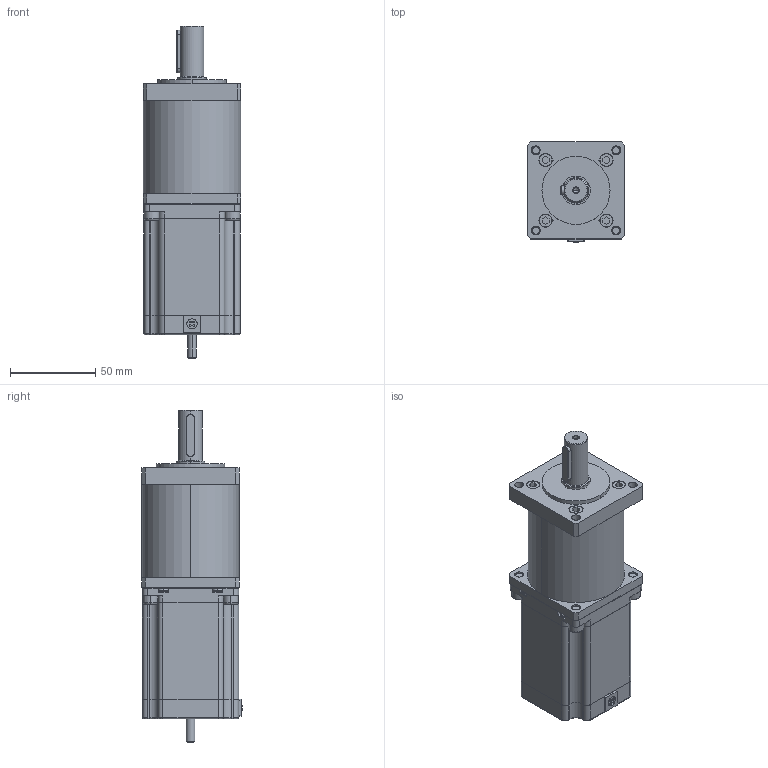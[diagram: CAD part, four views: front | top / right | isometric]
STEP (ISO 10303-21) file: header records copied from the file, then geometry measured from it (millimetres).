
FILE_DESCRIPTION((''),'2;1');
FILE_NAME('MT23HE31042B4G1_ASM','2015-08-19T',('Davide Spelta'),(''),'PRO/ENGINEER BY PARAMETRIC TECHNOLOGY CORPORATION, 2006320','PRO/ENGINEER BY PARAMETRIC TECHNOLOGY CORPORATION, 2006320','');
FILE_SCHEMA(('AUTOMOTIVE_DESIGN_CC2 { 1 2 10303 214 -1 1 5 2 }'));
Length unit declared in the file: millimetre
Products named in the file (12): MT23HE_FLANGIA_FRONT_H9E2_FOR5; MT23HE31_STACK_LOW; MT23HE_FLANGIA_POSTERI_ENC_6HOL; TCC_M3X25; MT23HE_ALBERO_ANT; MT23HE_ALBERO_REAR_DIAM5; GEARBOX23_H55; GEAR_SHAFT; KEY_5X5X25; TCB_M5X10; USCITA_CAVI_NO_PROTECTED; MT23HE31042B4G1_ASM
Assembly tree (21 placements, depth 2):
  MT23HE31042B4G1_ASM
    MT23HE_FLANGIA_FRONT_H9E2_FOR5
    MT23HE31_STACK_LOW
    MT23HE_FLANGIA_POSTERI_ENC_6HOL
    TCC_M3X25  x4
    MT23HE_ALBERO_ANT
    MT23HE_ALBERO_REAR_DIAM5
    GEARBOX23_H55
    GEAR_SHAFT
    KEY_5X5X25
    TCB_M5X10  x8
    USCITA_CAVI_NO_PROTECTED
Bounding box: 57 x 58.7 x 194.8 mm (x, y, z)
Volume: 424150.1 mm3; surface area: 71241.3 mm2
Topology: 25 solids, 36 shells, 659 faces, 1560 edges, 987 vertices
Faces by surface type: plane 286, cylinder 250, cone 62, torus 53, sphere 8
Entity records: 17293 total; most frequent: DIRECTION 2583, CARTESIAN_POINT 2348, ORIENTED_EDGE 2140, EDGE_CURVE 1092, AXIS2_PLACEMENT_3D 1012, PRESENTATION_STYLE_ASSIGNMENT 1003, STYLED_ITEM 956, CURVE_STYLE 932
